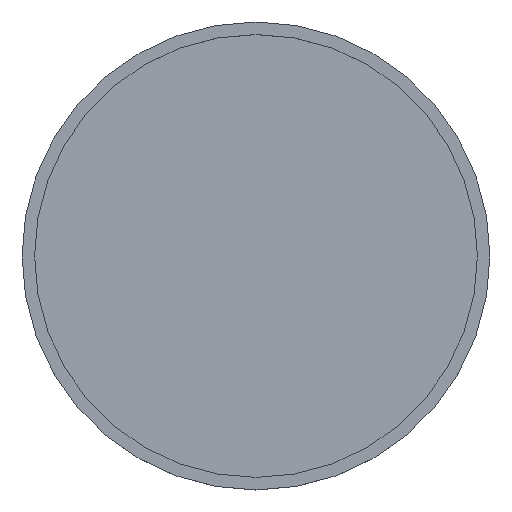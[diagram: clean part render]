
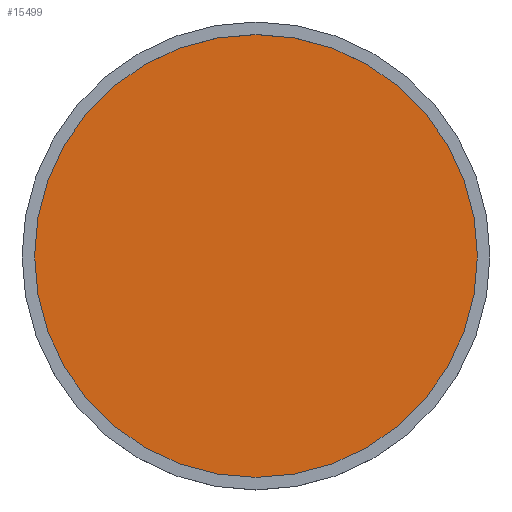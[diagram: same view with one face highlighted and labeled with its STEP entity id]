
A CAD part, top view. The second image highlights one B-rep face of the part: STEP entity #15499.
In plain terms, the highlighted planar face has unit normal (0, 0, 1).
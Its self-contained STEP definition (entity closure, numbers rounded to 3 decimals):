
#187 = CYLINDRICAL_SURFACE('',#188,79.85);
#188 = AXIS2_PLACEMENT_3D('',#189,#190,#191);
#189 = CARTESIAN_POINT('',(0.,0.,6.));
#190 = DIRECTION('',(0.,0.,-1.));
#191 = DIRECTION('',(-1.,0.,0.));
#5902 = EDGE_CURVE('',#5903,#5903,#5905,.T.);
#5903 = VERTEX_POINT('',#5904);
#5904 = CARTESIAN_POINT('',(-79.85,0.,-3.));
#5905 = SURFACE_CURVE('',#5906,(#5911,#5918),.PCURVE_S1.);
#5906 = CIRCLE('',#5907,79.85);
#5907 = AXIS2_PLACEMENT_3D('',#5908,#5909,#5910);
#5908 = CARTESIAN_POINT('',(0.,0.,-3.)
  );
#5909 = DIRECTION('',(0.,0.,-1.));
#5910 = DIRECTION('',(-1.,0.,0.));
#5911 = PCURVE('',#187,#5912);
#5912 = DEFINITIONAL_REPRESENTATION('',(#5913),#5917);
#5913 = LINE('',#5914,#5915);
#5914 = CARTESIAN_POINT('',(0.,9.));
#5915 = VECTOR('',#5916,1.);
#5916 = DIRECTION('',(1.,0.));
#5917 = ( GEOMETRIC_REPRESENTATION_CONTEXT(2) 
PARAMETRIC_REPRESENTATION_CONTEXT() REPRESENTATION_CONTEXT('2D SPACE',''
  ) );
#5918 = PCURVE('',#5919,#5924);
#5919 = PLANE('',#5920);
#5920 = AXIS2_PLACEMENT_3D('',#5921,#5922,#5923);
#5921 = CARTESIAN_POINT('',(0.,0.,-3.)
  );
#5922 = DIRECTION('',(0.,0.,-1.));
#5923 = DIRECTION('',(-1.,0.,0.));
#5924 = DEFINITIONAL_REPRESENTATION('',(#5925),#5929);
#5925 = CIRCLE('',#5926,79.85);
#5926 = AXIS2_PLACEMENT_2D('',#5927,#5928);
#5927 = CARTESIAN_POINT('',(0.,0.));
#5928 = DIRECTION('',(1.,0.));
#5929 = ( GEOMETRIC_REPRESENTATION_CONTEXT(2) 
PARAMETRIC_REPRESENTATION_CONTEXT() REPRESENTATION_CONTEXT('2D SPACE',''
  ) );
#15499 = ADVANCED_FACE('',(#15500),#5919,.F.);
#15500 = FACE_BOUND('',#15501,.F.);
#15501 = EDGE_LOOP('',(#15502));
#15502 = ORIENTED_EDGE('',*,*,#5902,.T.);
